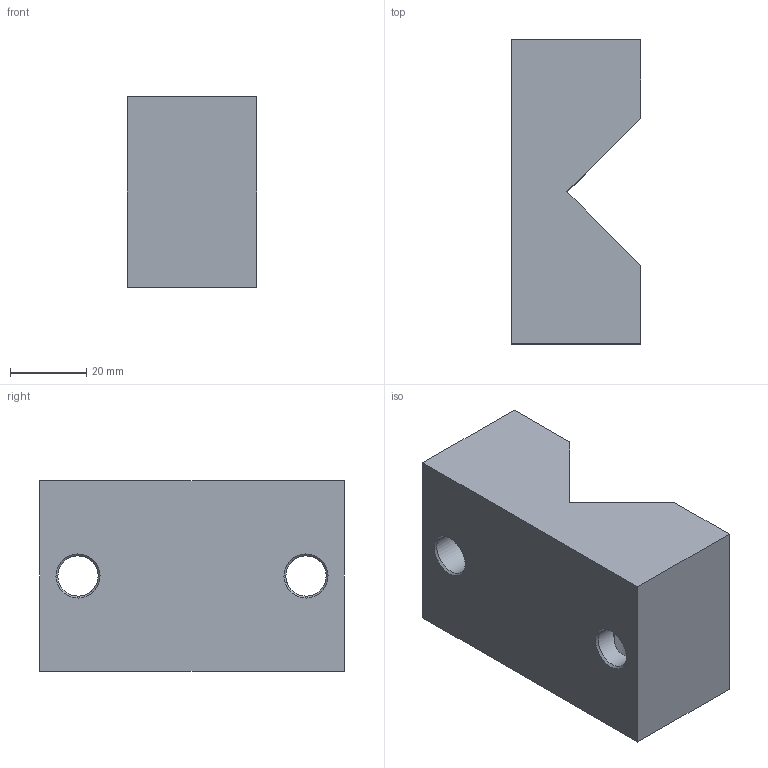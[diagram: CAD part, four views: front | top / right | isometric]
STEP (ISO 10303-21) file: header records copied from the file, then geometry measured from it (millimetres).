
FILE_DESCRIPTION(('CATIA V5 STEP Exchange'),'2;1');
FILE_NAME('LEVIER MECHE DE CHARNIERE.stp','2019-01-28T06:10:40+00:00',('none'),('none'),'CATIA Version 5 Release 19 SP 5 (IN-10)','CATIA V5 STEP AP203','none');
FILE_SCHEMA(('CONFIG_CONTROL_DESIGN'));
Length unit declared in the file: millimetre
Products named in the file (1): LEVIER MECHE DE CHARNIERE
Bounding box: 34 x 80 x 50 mm (x, y, z)
Volume: 108650.8 mm3; surface area: 19718.4 mm2
Topology: 1 solids, 1 shells, 33 faces, 91 edges, 54 vertices
Faces by surface type: cone 16, plane 9, cylinder 8
Entity records: 1125 total; most frequent: CARTESIAN_POINT 317, ORIENTED_EDGE 174, DIRECTION 123, EDGE_CURVE 87, VERTEX_POINT 54, AXIS2_PLACEMENT_3D 53, VECTOR 47, LINE 47
